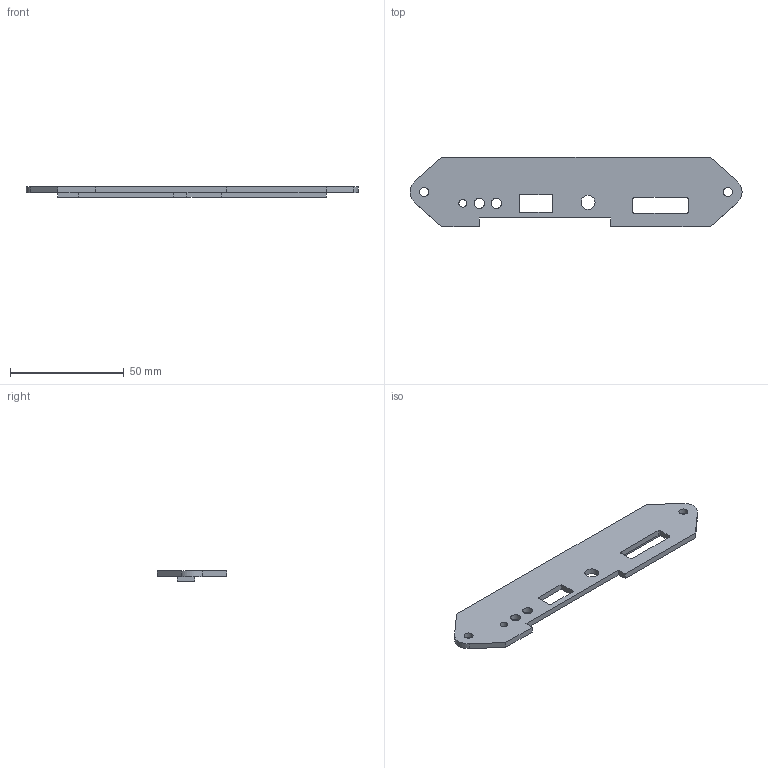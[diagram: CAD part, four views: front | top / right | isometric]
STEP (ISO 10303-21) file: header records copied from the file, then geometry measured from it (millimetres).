
FILE_DESCRIPTION(('FreeCAD Model'),'2;1');
FILE_NAME('Open CASCADE Shape Model','2023-10-08T17:22:19',(''),(''), 'Open CASCADE STEP processor 7.6','FreeCAD','Unknown');
FILE_SCHEMA(('AUTOMOTIVE_DESIGN { 1 0 10303 214 1 1 1 1 }'));
Length unit declared in the file: millimetre
Products named in the file (1): Body
Bounding box: 146 x 30.6 x 4.6 mm (x, y, z)
Volume: 9460 mm3; surface area: 9181.6 mm2
Topology: 1 solids, 1 shells, 62 faces, 167 edges, 106 vertices
Faces by surface type: plane 46, cylinder 16
Full cylindrical faces by diameter (mm): 3.4 x1, 4 x2, 4.5 x2, 6.2 x1
Entity records: 4140 total; most frequent: CARTESIAN_POINT 670, DIRECTION 659, LINE 437, VECTOR 437, ORIENTED_EDGE 334, PCURVE 334, DEFINITIONAL_REPRESENTATION 334, EDGE_CURVE 167
